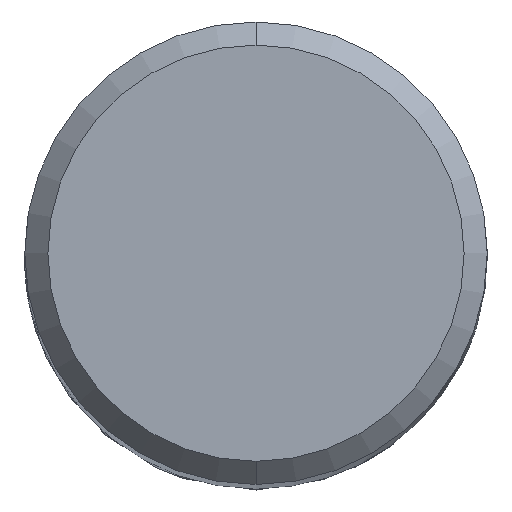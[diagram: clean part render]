
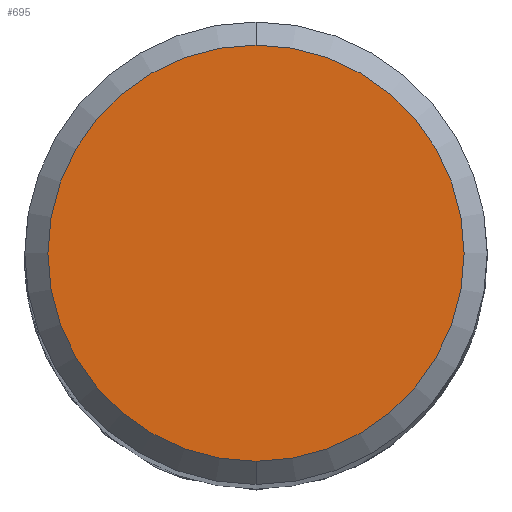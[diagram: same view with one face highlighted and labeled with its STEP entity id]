
A CAD part, top view. The second image highlights one B-rep face of the part: STEP entity #695.
In plain terms, the highlighted planar face has unit normal (0, 0, 1).
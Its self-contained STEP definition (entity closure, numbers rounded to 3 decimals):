
#567=VERTEX_POINT('',#1470);
#695=ADVANCED_FACE('',(#1613),#1614,.T.);
#989=VERTEX_POINT('',#1938);
#1127=EDGE_CURVE('',#989,#567,#2087,.T.);
#1289=EDGE_CURVE('',#567,#989,#2261,.T.);
#1470=CARTESIAN_POINT('',(0.,-3.6,0.0));
#1613=FACE_OUTER_BOUND('',#3397,.T.);
#1614=PLANE('',#3398);
#1938=CARTESIAN_POINT('',(0.0,3.6,0.0));
#2087=CIRCLE('',#5762,3.6);
#2261=CIRCLE('',#6804,3.6);
#3397=EDGE_LOOP('',(#7450,#7451));
#3398=AXIS2_PLACEMENT_3D('',#7452,#7453,#7454);
#5762=AXIS2_PLACEMENT_3D('',#8029,#8030,#8031);
#6804=AXIS2_PLACEMENT_3D('',#8201,#8202,#8203);
#7450=ORIENTED_EDGE('',*,*,#1127,.F.);
#7451=ORIENTED_EDGE('',*,*,#1289,.F.);
#7452=CARTESIAN_POINT('',(0.0,1.8,0.0));
#7453=DIRECTION('',(-0.0,0.0,1.0));
#7454=DIRECTION('',(0.0,-1.0,0.0));
#8029=CARTESIAN_POINT('',(0.0,0.0,0.0));
#8030=DIRECTION('',(0.0,0.0,-1.0));
#8031=DIRECTION('',(0.0,1.0,0.0));
#8201=CARTESIAN_POINT('',(0.0,0.0,0.0));
#8202=DIRECTION('',(0.0,0.0,-1.0));
#8203=DIRECTION('',(0.0,1.0,0.0));
